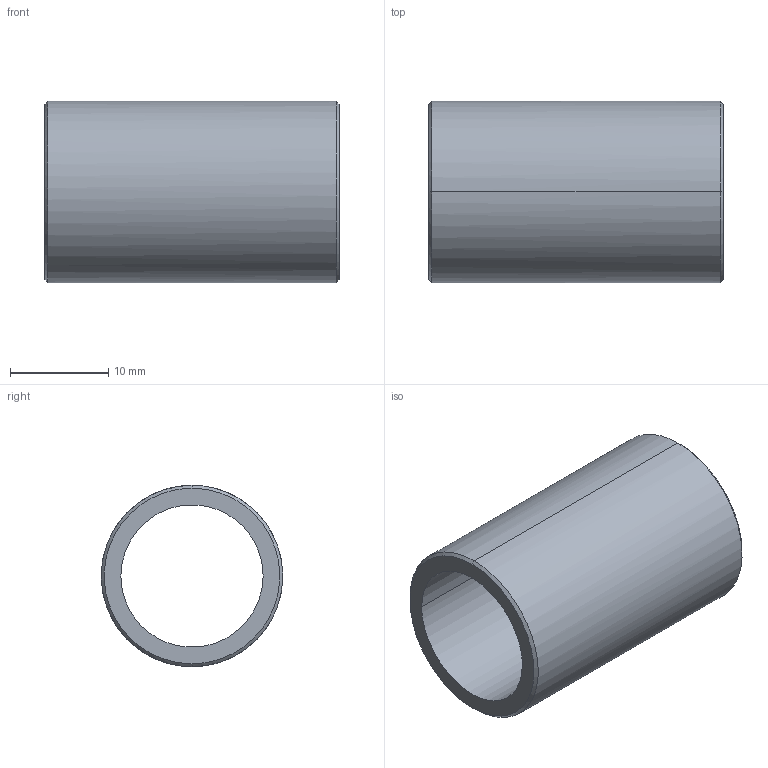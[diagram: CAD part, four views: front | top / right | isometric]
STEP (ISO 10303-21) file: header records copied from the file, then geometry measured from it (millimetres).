
FILE_DESCRIPTION(/* description */ (''),/* implementation_level */ '2;1');
FILE_NAME(/* name */ '2046875',/* time_stamp */ '2015-05-04T10:46:51+02:00',/* author */ (''),/* organization */ (''),/* preprocessor_version */ 'ST-DEVELOPER v15',/* originating_system */ '',/* authorisation */ '');
FILE_SCHEMA (('CONFIG_CONTROL_DESIGN'));
Length unit declared in the file: millimetre
Products named in the file (1): Document
Bounding box: 30 x 18.48 x 18.5 mm (x, y, z)
Volume: 3112.3 mm3; surface area: 3298.4 mm2
Topology: 1 solids, 1 shells, 10 faces, 20 edges, 12 vertices
Faces by surface type: bspline 8, plane 2
Entity records: 430 total; most frequent: CARTESIAN_POINT 220, ORIENTED_EDGE 40, EDGE_CURVE 20, EDGE_LOOP 12, VERTEX_POINT 12, ADVANCED_FACE 10, FACE_OUTER_BOUND 10, ORGANIZATION 7
